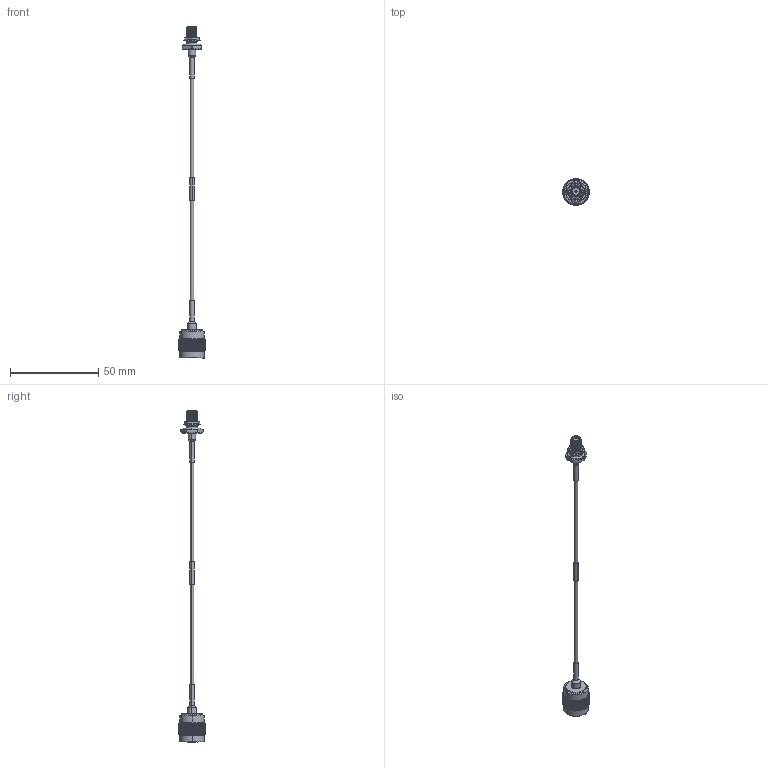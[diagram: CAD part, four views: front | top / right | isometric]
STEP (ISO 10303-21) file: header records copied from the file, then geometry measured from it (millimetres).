
FILE_DESCRIPTION (( 'STEP AP214' ), '1' );
FILE_NAME ('LCCA30566.step', '2020-06-22T20:33:14', ( '' ), ( '' ), 'SwSTEP 2.0', 'SolidWorks 2018', '' );
FILE_SCHEMA (( 'AUTOMOTIVE_DESIGN' ));
Length unit declared in the file: inch
Products named in the file (7): LCCN3048; LCCN3044_HS-2; LCCN3044_HS; LCCA30566; 1AW01-002_.08 ID; LC085TB (085 FORMABLE); LCCN3058
Assembly tree (6 placements, depth 2):
  LCCA30566
    LC085TB (085 FORMABLE)
    1AW01-002_.08 ID
    LCCN3044_HS
    LCCN3048
    LCCN3044_HS-2
    LCCN3058
Bounding box: 14.99 x 14.99 x 187.71 mm (x, y, z)
Volume: 3122.5 mm3; surface area: 4642.3 mm2
Topology: 9 solids, 9 shells, 2415 faces, 5317 edges, 2932 vertices
Faces by surface type: bspline 1770, cylinder 497, plane 83, cone 53, torus 12
Entity records: 110104 total; most frequent: CARTESIAN_POINT 76031, ORIENTED_EDGE 10634, EDGE_CURVE 5317, VERTEX_POINT 2932, EDGE_LOOP 2435, DIRECTION 2422, ADVANCED_FACE 2415, FACE_OUTER_BOUND 2415
